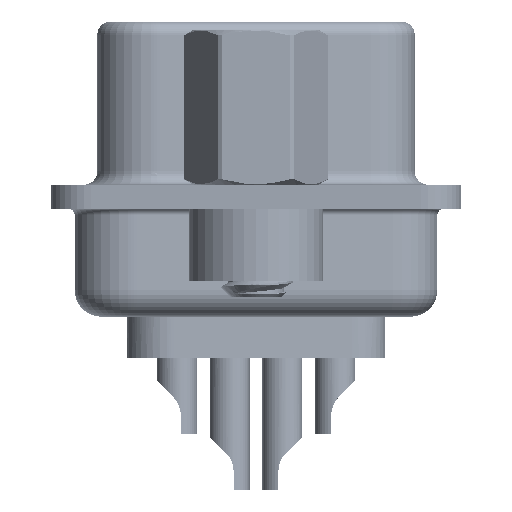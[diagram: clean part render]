
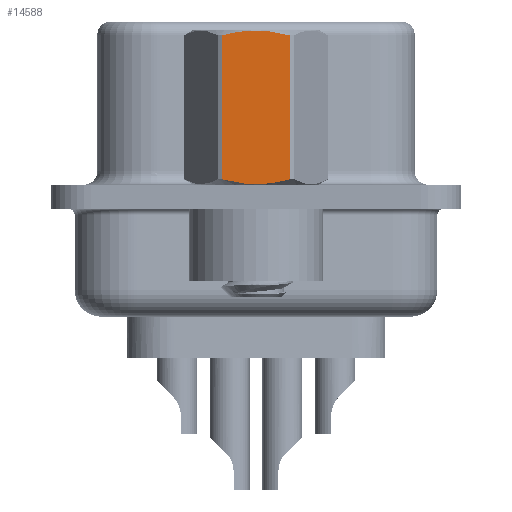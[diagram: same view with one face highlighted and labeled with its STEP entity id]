
A CAD part, left-side view. The second image highlights one B-rep face of the part: STEP entity #14588.
In plain terms, the highlighted planar face has unit normal (-1, 0, 0).
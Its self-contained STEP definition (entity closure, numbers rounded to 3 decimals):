
#2194 = DIRECTION ( 'NONE',  ( 0., 0., -1. ) ) ;
#2739 = CARTESIAN_POINT ( 'NONE',  ( -2.381, -1.066, 0.596 ) ) ;
#2824 = CARTESIAN_POINT ( 'NONE',  ( -2.381, -1.066, 6.104 ) ) ;
#3042 = CARTESIAN_POINT ( 'NONE',  ( -2.381, 0.853, 6.151 ) ) ;
#4248 = EDGE_CURVE ( 'NONE', #5829, #21578, #28540, .T. ) ;
#4538 = DIRECTION ( 'NONE',  ( 0., -1., 0. ) ) ;
#5829 = VERTEX_POINT ( 'NONE', #11385 ) ;
#7092 = CARTESIAN_POINT ( 'NONE',  ( -2.381, -1.273, 6.048 ) ) ;
#7777 = AXIS2_PLACEMENT_3D ( 'NONE', #32523, #21480, #4538 ) ;
#8776 = VERTEX_POINT ( 'NONE', #37040 ) ;
#10314 = CARTESIAN_POINT ( 'NONE',  ( -2.381, -0.858, 6.15 ) ) ;
#11102 = ORIENTED_EDGE ( 'NONE', *, *, #14758, .T. ) ;
#11385 = CARTESIAN_POINT ( 'NONE',  ( -2.381, -1.273, 0.652 ) ) ;
#12152 = EDGE_CURVE ( 'NONE', #21578, #8776, #39429, .T. ) ;
#12919 = ORIENTED_EDGE ( 'NONE', *, *, #4248, .T. ) ;
#13759 = CARTESIAN_POINT ( 'NONE',  ( -2.381, 0.428, 0.485 ) ) ;
#14588 = ADVANCED_FACE ( 'NONE', ( #36780 ), #18416, .T. ) ;
#14758 = EDGE_CURVE ( 'NONE', #8776, #23249, #23563, .T. ) ;
#16345 = B_SPLINE_CURVE_WITH_KNOTS ( 'NONE', 3,
 ( #27865, #23643, #16807, #13759, #23884, #42479, #27395, #42246, #2739, #38030 ),
 .UNSPECIFIED., .F., .F.,
 ( 4, 2, 2, 2, 4 ),
 ( 0.003, 0.003, 0.004, 0.004, 0.005 ),
 .UNSPECIFIED. ) ;
#16807 = CARTESIAN_POINT ( 'NONE',  ( -2.381, 0.853, 0.549 ) ) ;
#16896 = CARTESIAN_POINT ( 'NONE',  ( -2.381, -1.273, 6.048 ) ) ;
#18416 = PLANE ( 'NONE',  #7777 ) ;
#21480 = DIRECTION ( 'NONE',  ( -1., 0., 0. ) ) ;
#21578 = VERTEX_POINT ( 'NONE', #7092 ) ;
#22719 = ORIENTED_EDGE ( 'NONE', *, *, #12152, .T. ) ;
#22857 = CARTESIAN_POINT ( 'NONE',  ( -2.381, 1.273, 0.652 ) ) ;
#23249 = VERTEX_POINT ( 'NONE', #22857 ) ;
#23563 = LINE ( 'NONE', #41234, #31817 ) ;
#23643 = CARTESIAN_POINT ( 'NONE',  ( -2.381, 1.065, 0.596 ) ) ;
#23884 = CARTESIAN_POINT ( 'NONE',  ( -2.381, 0.215, 0.468 ) ) ;
#25102 = CARTESIAN_POINT ( 'NONE',  ( -2.381, 0.215, 6.232 ) ) ;
#27395 = CARTESIAN_POINT ( 'NONE',  ( -2.381, -0.432, 0.485 ) ) ;
#27865 = CARTESIAN_POINT ( 'NONE',  ( -2.381, 1.273, 0.652 ) ) ;
#28540 = LINE ( 'NONE', #42468, #30132 ) ;
#30132 = VECTOR ( 'NONE', #42002, 1000. ) ;
#31817 = VECTOR ( 'NONE', #2194, 1000. ) ;
#32523 = CARTESIAN_POINT ( 'NONE',  ( -2.381, 1.375, -3.75 ) ) ;
#33264 = EDGE_LOOP ( 'NONE', ( #35114, #12919, #22719, #11102 ) ) ;
#35114 = ORIENTED_EDGE ( 'NONE', *, *, #45749, .T. ) ;
#36780 = FACE_OUTER_BOUND ( 'NONE', #33264, .T. ) ;
#37040 = CARTESIAN_POINT ( 'NONE',  ( -2.381, 1.273, 6.048 ) ) ;
#38030 = CARTESIAN_POINT ( 'NONE',  ( -2.381, -1.273, 0.652 ) ) ;
#39250 = CARTESIAN_POINT ( 'NONE',  ( -2.381, -0.432, 6.215 ) ) ;
#39429 = B_SPLINE_CURVE_WITH_KNOTS ( 'NONE', 3,
 ( #16896, #2824, #10314, #39250, #42559, #25102, #42330, #3042, #45627, #43021 ),
 .UNSPECIFIED., .F., .F.,
 ( 4, 2, 2, 2, 4 ),
 ( 0.001, 0.002, 0.002, 0.003, 0.004 ),
 .UNSPECIFIED. ) ;
#41234 = CARTESIAN_POINT ( 'NONE',  ( -2.381, 1.273, 3.792 ) ) ;
#42002 = DIRECTION ( 'NONE',  ( 0., 0., 1. ) ) ;
#42246 = CARTESIAN_POINT ( 'NONE',  ( -2.381, -0.858, 0.55 ) ) ;
#42330 = CARTESIAN_POINT ( 'NONE',  ( -2.381, 0.428, 6.215 ) ) ;
#42468 = CARTESIAN_POINT ( 'NONE',  ( -2.381, -1.273, 3.792 ) ) ;
#42479 = CARTESIAN_POINT ( 'NONE',  ( -2.381, -0.215, 0.468 ) ) ;
#42559 = CARTESIAN_POINT ( 'NONE',  ( -2.381, -0.215, 6.232 ) ) ;
#43021 = CARTESIAN_POINT ( 'NONE',  ( -2.381, 1.273, 6.048 ) ) ;
#45627 = CARTESIAN_POINT ( 'NONE',  ( -2.381, 1.065, 6.104 ) ) ;
#45749 = EDGE_CURVE ( 'NONE', #23249, #5829, #16345, .T. ) ;
